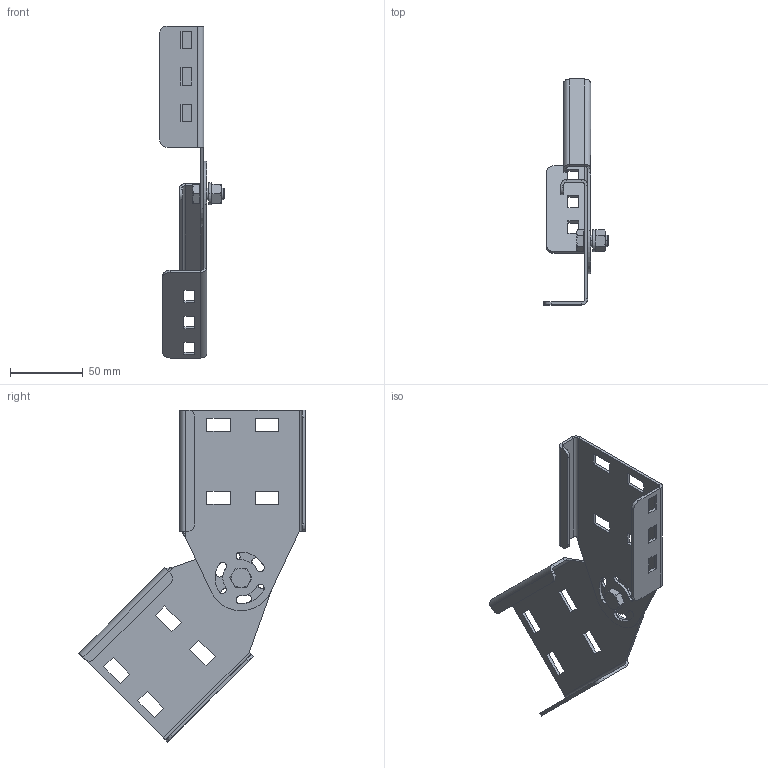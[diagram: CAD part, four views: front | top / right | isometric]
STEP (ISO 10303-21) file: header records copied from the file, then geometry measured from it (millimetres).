
FILE_DESCRIPTION((''),'2;1');
FILE_NAME('481301_ASM','2019-10-09T16:27:40',('tomasz.grudniewski'),(''),'CREO PARAMETRIC BY PTC INC, 2019080','CREO PARAMETRIC BY PTC INC, 2019080','');
FILE_SCHEMA(('CONFIG_CONTROL_DESIGN'));
Length unit declared in the file: millimetre
Products named in the file (7): LGCH80_M; LGCH80_N; IHSF0101; INHF101; IWPSA09; KOMPLET_SR_M8_06_ASM; 481301_ASM
Assembly tree (6 placements, depth 3):
  481301_ASM
    LGCH80_M
    LGCH80_N
    KOMPLET_SR_M8_06_ASM
      IHSF0101
      INHF101
      IWPSA09
Bounding box: 44.06 x 155.02 x 227.43 mm (x, y, z)
Volume: 53845.1 mm3; surface area: 57289.6 mm2
Topology: 5 solids, 5 shells, 214 faces, 532 edges, 330 vertices
Faces by surface type: plane 126, cylinder 60, cone 24, bspline 2, torus 2
Entity records: 6770 total; most frequent: CARTESIAN_POINT 1396, DIRECTION 1096, ORIENTED_EDGE 1064, EDGE_CURVE 532, AXIS2_PLACEMENT_3D 376, VECTOR 344, LINE 344, VERTEX_POINT 330
